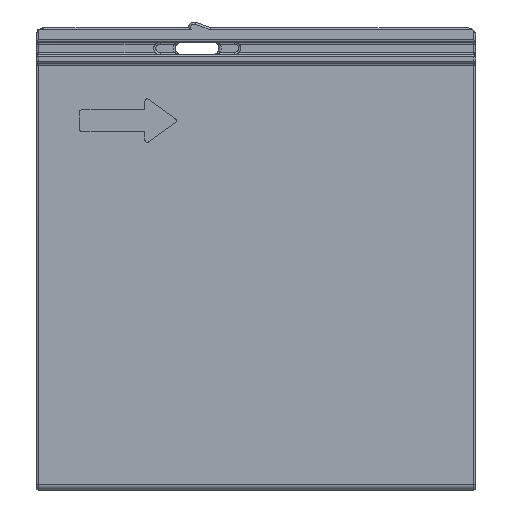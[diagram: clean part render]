
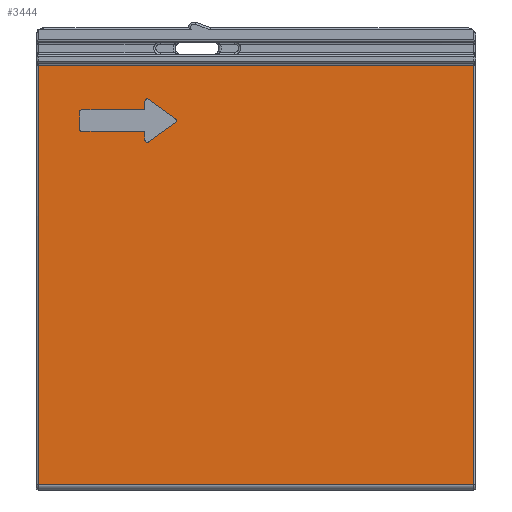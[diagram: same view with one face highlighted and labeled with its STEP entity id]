
A CAD part, front view. The second image highlights one B-rep face of the part: STEP entity #3444.
In plain terms, the highlighted planar face has unit normal (0, -1, 0).
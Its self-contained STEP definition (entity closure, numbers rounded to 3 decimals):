
#221=DIRECTION('',(0.,0.,1.));
#222=VECTOR('',#221,1.5);
#223=CARTESIAN_POINT('',(-27.863,-36.25,
-124.984));
#224=LINE('',#223,#222);
#233=DIRECTION('',(0.,0.,1.));
#234=VECTOR('',#233,96.25);
#235=CARTESIAN_POINT('',(-52.363,-36.25,
-211.584));
#236=LINE('',#235,#234);
#237=DIRECTION('',(0.,0.,-1.));
#238=VECTOR('',#237,96.25);
#239=CARTESIAN_POINT('',(47.637,-36.25,-115.334));
#240=LINE('',#239,#238);
#241=CARTESIAN_POINT('',(-27.363,-36.25,
-123.484));
#242=DIRECTION('',(0.,-1.,0.));
#243=DIRECTION('',(0.,0.,1.));
#244=AXIS2_PLACEMENT_3D('',#241,#242,#243);
#246=CARTESIAN_POINT('',(-28.363,-36.25,
-124.984));
#247=DIRECTION('',(0.,1.,0.));
#248=DIRECTION('',(1.,0.,0.));
#249=AXIS2_PLACEMENT_3D('',#246,#247,#248);
#251=CARTESIAN_POINT('',(-42.363,-36.25,
-125.984));
#252=DIRECTION('',(0.,-1.,0.));
#253=DIRECTION('',(0.,0.,1.));
#254=AXIS2_PLACEMENT_3D('',#251,#252,#253);
#256=CARTESIAN_POINT('',(-42.363,-36.25,
-129.984));
#257=DIRECTION('',(0.,-1.,0.));
#258=DIRECTION('',(-1.,0.,0.));
#259=AXIS2_PLACEMENT_3D('',#256,#257,#258);
#261=CARTESIAN_POINT('',(-28.363,-36.25,
-130.984));
#262=DIRECTION('',(0.,1.,0.));
#263=DIRECTION('',(0.,0.,1.));
#264=AXIS2_PLACEMENT_3D('',#261,#262,#263);
#266=CARTESIAN_POINT('',(-27.363,-36.25,
-132.484));
#267=DIRECTION('',(0.,-1.,0.));
#268=DIRECTION('',(-1.,0.,0.));
#269=AXIS2_PLACEMENT_3D('',#266,#267,#268);
#271=CARTESIAN_POINT('',(-27.363,-36.25,
-132.484));
#272=DIRECTION('',(0.,-1.,0.));
#273=DIRECTION('',(0.,0.,-1.));
#274=AXIS2_PLACEMENT_3D('',#271,#272,#273);
#276=DIRECTION('',(0.811,0.,0.585));
#277=VECTOR('',#276,7.694);
#278=CARTESIAN_POINT('',(-27.07,-36.25,
-132.889));
#279=LINE('',#278,#277);
#280=CARTESIAN_POINT('',(-21.122,-36.25,
-127.984));
#281=DIRECTION('',(0.,-1.,0.));
#282=DIRECTION('',(0.585,0.,-0.811));
#283=AXIS2_PLACEMENT_3D('',#280,#281,#282);
#285=DIRECTION('',(-0.811,0.,0.585));
#286=VECTOR('',#285,7.694);
#287=CARTESIAN_POINT('',(-20.83,-36.25,
-127.578));
#288=LINE('',#287,#286);
#289=CARTESIAN_POINT('',(-27.363,-36.25,
-123.484));
#290=DIRECTION('',(0.,-1.,0.));
#291=DIRECTION('',(0.585,0.,0.811));
#292=AXIS2_PLACEMENT_3D('',#289,#290,#291);
#1601=CARTESIAN_POINT('',(47.637,-36.25,
-115.334));
#1665=DIRECTION('',(-1.,0.,0.));
#1666=VECTOR('',#1665,100.);
#1667=CARTESIAN_POINT('',(47.637,-36.25,
-115.334));
#1668=LINE('',#1667,#1666);
#1832=DIRECTION('',(1.,0.,0.));
#1833=VECTOR('',#1832,100.);
#1834=CARTESIAN_POINT('',(-52.363,-36.25,
-211.584));
#1835=LINE('',#1834,#1833);
#2743=DIRECTION('',(1.,0.,0.));
#2744=VECTOR('',#2743,14.);
#2745=CARTESIAN_POINT('',(-42.363,-36.25,
-125.484));
#2746=LINE('',#2745,#2744);
#2763=DIRECTION('',(0.,0.,1.));
#2764=VECTOR('',#2763,4.);
#2765=CARTESIAN_POINT('',(-42.863,-36.25,
-129.984));
#2766=LINE('',#2765,#2764);
#2779=DIRECTION('',(-1.,0.,0.));
#2780=VECTOR('',#2779,14.);
#2781=CARTESIAN_POINT('',(-28.363,-36.25,
-130.484));
#2782=LINE('',#2781,#2780);
#2864=DIRECTION('',(0.,0.,1.));
#2865=VECTOR('',#2864,1.5);
#2866=CARTESIAN_POINT('',(-27.863,-36.25,
-132.484));
#2867=LINE('',#2866,#2865);
#3172=CARTESIAN_POINT('',(-52.363,-36.25,
-211.584));
#3173=VERTEX_POINT('',#3172);
#3176=CARTESIAN_POINT('',(-52.363,-36.25,
-115.334));
#3177=VERTEX_POINT('',#3176);
#3193=VERTEX_POINT('',#1601);
#3194=CARTESIAN_POINT('',(47.637,-36.25,
-211.584));
#3195=VERTEX_POINT('',#3194);
#3196=CARTESIAN_POINT('',(-27.363,-36.25,
-122.984));
#3197=CARTESIAN_POINT('',(-27.863,-36.25,
-123.484));
#3198=VERTEX_POINT('',#3196);
#3199=VERTEX_POINT('',#3197);
#3200=CARTESIAN_POINT('',(-27.863,-36.25,
-124.984));
#3201=VERTEX_POINT('',#3200);
#3202=CARTESIAN_POINT('',(-28.363,-36.25,
-125.484));
#3203=VERTEX_POINT('',#3202);
#3204=CARTESIAN_POINT('',(-42.363,-36.25,
-125.484));
#3205=VERTEX_POINT('',#3204);
#3206=CARTESIAN_POINT('',(-42.863,-36.25,
-125.984));
#3207=VERTEX_POINT('',#3206);
#3208=CARTESIAN_POINT('',(-42.863,-36.25,
-129.984));
#3209=VERTEX_POINT('',#3208);
#3210=CARTESIAN_POINT('',(-42.363,-36.25,
-130.484));
#3211=VERTEX_POINT('',#3210);
#3212=CARTESIAN_POINT('',(-28.363,-36.25,
-130.484));
#3213=VERTEX_POINT('',#3212);
#3214=CARTESIAN_POINT('',(-27.863,-36.25,
-130.984));
#3215=VERTEX_POINT('',#3214);
#3216=CARTESIAN_POINT('',(-27.863,-36.25,
-132.484));
#3217=VERTEX_POINT('',#3216);
#3218=CARTESIAN_POINT('',(-27.363,-36.25,
-132.984));
#3219=VERTEX_POINT('',#3218);
#3220=CARTESIAN_POINT('',(-27.07,-36.25,
-132.889));
#3221=VERTEX_POINT('',#3220);
#3222=CARTESIAN_POINT('',(-20.83,-36.25,
-128.389));
#3223=VERTEX_POINT('',#3222);
#3224=CARTESIAN_POINT('',(-20.83,-36.25,-127.578));
#3225=VERTEX_POINT('',#3224);
#3226=CARTESIAN_POINT('',(-27.07,-36.25,
-123.078));
#3227=VERTEX_POINT('',#3226);
#3401=CARTESIAN_POINT('',(-2.363,-36.25,
-163.459));
#3402=DIRECTION('',(0.,1.,0.));
#3403=DIRECTION('',(0.,0.,1.));
#3404=AXIS2_PLACEMENT_3D('',#3401,#3402,#3403);
#3405=PLANE('',#3404);
#3407=ORIENTED_EDGE('',*,*,#3406,.T.);
#3409=ORIENTED_EDGE('',*,*,#3408,.F.);
#3411=ORIENTED_EDGE('',*,*,#3410,.T.);
#3413=ORIENTED_EDGE('',*,*,#3412,.F.);
#3414=EDGE_LOOP('',(#3407,#3409,#3411,#3413));
#3415=FACE_OUTER_BOUND('',#3414,.F.);
#3416=ORIENTED_EDGE('',*,*,#3363,.T.);
#3417=ORIENTED_EDGE('',*,*,#3378,.F.);
#3418=ORIENTED_EDGE('',*,*,#3391,.T.);
#3420=ORIENTED_EDGE('',*,*,#3419,.F.);
#3422=ORIENTED_EDGE('',*,*,#3421,.T.);
#3424=ORIENTED_EDGE('',*,*,#3423,.F.);
#3426=ORIENTED_EDGE('',*,*,#3425,.T.);
#3428=ORIENTED_EDGE('',*,*,#3427,.F.);
#3430=ORIENTED_EDGE('',*,*,#3429,.T.);
#3432=ORIENTED_EDGE('',*,*,#3431,.F.);
#3434=ORIENTED_EDGE('',*,*,#3433,.T.);
#3436=ORIENTED_EDGE('',*,*,#3435,.T.);
#3438=ORIENTED_EDGE('',*,*,#3437,.T.);
#3439=ORIENTED_EDGE('',*,*,#3317,.T.);
#3440=ORIENTED_EDGE('',*,*,#3333,.T.);
#3441=ORIENTED_EDGE('',*,*,#3348,.T.);
#3442=EDGE_LOOP('',(#3416,#3417,#3418,#3420,#3422,#3424,#3426,#3428,#3430,#3432,
#3434,#3436,#3438,#3439,#3440,#3441));
#3443=FACE_BOUND('',#3442,.F.);
#245=CIRCLE('',#244,0.5);
#250=CIRCLE('',#249,0.5);
#255=CIRCLE('',#254,0.5);
#260=CIRCLE('',#259,0.5);
#265=CIRCLE('',#264,0.5);
#270=CIRCLE('',#269,0.5);
#275=CIRCLE('',#274,0.5);
#284=CIRCLE('',#283,0.5);
#293=CIRCLE('',#292,0.5);
#3317=EDGE_CURVE('',#3223,#3225,#284,.T.);
#3333=EDGE_CURVE('',#3225,#3227,#288,.T.);
#3348=EDGE_CURVE('',#3227,#3198,#293,.T.);
#3363=EDGE_CURVE('',#3198,#3199,#245,.T.);
#3378=EDGE_CURVE('',#3201,#3199,#224,.T.);
#3391=EDGE_CURVE('',#3201,#3203,#250,.T.);
#3406=EDGE_CURVE('',#3173,#3177,#236,.T.);
#3408=EDGE_CURVE('',#3193,#3177,#1668,.T.);
#3410=EDGE_CURVE('',#3193,#3195,#240,.T.);
#3412=EDGE_CURVE('',#3173,#3195,#1835,.T.);
#3419=EDGE_CURVE('',#3205,#3203,#2746,.T.);
#3421=EDGE_CURVE('',#3205,#3207,#255,.T.);
#3423=EDGE_CURVE('',#3209,#3207,#2766,.T.);
#3425=EDGE_CURVE('',#3209,#3211,#260,.T.);
#3427=EDGE_CURVE('',#3213,#3211,#2782,.T.);
#3429=EDGE_CURVE('',#3213,#3215,#265,.T.);
#3431=EDGE_CURVE('',#3217,#3215,#2867,.T.);
#3433=EDGE_CURVE('',#3217,#3219,#270,.T.);
#3435=EDGE_CURVE('',#3219,#3221,#275,.T.);
#3437=EDGE_CURVE('',#3221,#3223,#279,.T.);
#3444=ADVANCED_FACE('',(#3415,#3443),#3405,.F.);
